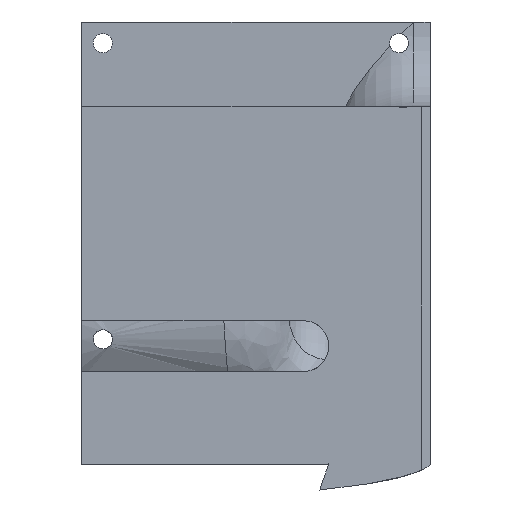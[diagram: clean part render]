
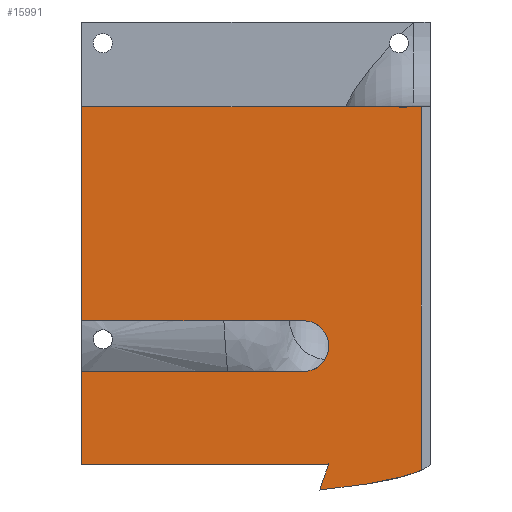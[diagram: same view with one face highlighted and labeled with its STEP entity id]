
A CAD part, front view. The second image highlights one B-rep face of the part: STEP entity #15991.
In plain terms, the highlighted planar face has unit normal (0, -1, 0).
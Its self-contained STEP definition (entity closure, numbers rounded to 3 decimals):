
#72 = VERTEX_POINT ( 'NONE', #6196 ) ;
#98 = LINE ( 'NONE', #1782, #15494 ) ;
#900 = CARTESIAN_POINT ( 'NONE',  ( 129., -21.15, -8.378 ) ) ;
#1014 = ORIENTED_EDGE ( 'NONE', *, *, #12725, .F. ) ;
#1210 = CARTESIAN_POINT ( 'NONE',  ( 53.3, -21.15, 52.3 ) ) ;
#1359 = LINE ( 'NONE', #20378, #17210 ) ;
#1411 = DIRECTION ( 'NONE',  ( 0., 0., 1. ) ) ;
#1427 = ORIENTED_EDGE ( 'NONE', *, *, #4674, .F. ) ;
#1782 = CARTESIAN_POINT ( 'NONE',  ( 53.3, -21.15, 10. ) ) ;
#1882 = DIRECTION ( 'NONE',  ( 1., 0., 0. ) ) ;
#2582 = LINE ( 'NONE', #8988, #10278 ) ;
#2842 = ORIENTED_EDGE ( 'NONE', *, *, #16443, .F. ) ;
#2855 = CARTESIAN_POINT ( 'NONE',  ( 79.5, -21.15, 21. ) ) ;
#3141 = PLANE ( 'NONE',  #20480 ) ;
#3182 = LINE ( 'NONE', #4659, #14268 ) ;
#3534 = VECTOR ( 'NONE', #19180, 1000. ) ;
#3804 = VERTEX_POINT ( 'NONE', #2855 ) ;
#4237 = VERTEX_POINT ( 'NONE', #9239 ) ;
#4524 = CARTESIAN_POINT ( 'NONE',  ( 53.3, -21.15, 52.3 ) ) ;
#4659 = CARTESIAN_POINT ( 'NONE',  ( 53.3, -21.15, 0. ) ) ;
#4674 = EDGE_CURVE ( 'NONE', #6317, #3804, #1359, .T. ) ;
#4865 = CIRCLE ( 'NONE', #17304, 50. ) ;
#4997 = ORIENTED_EDGE ( 'NONE', *, *, #13286, .T. ) ;
#5134 = FACE_OUTER_BOUND ( 'NONE', #20614, .T. ) ;
#5165 = DIRECTION ( 'NONE',  ( 0., 0., -1. ) ) ;
#5816 = CARTESIAN_POINT ( 'NONE',  ( 81.424, -21.15, 7. ) ) ;
#5850 = CARTESIAN_POINT ( 'NONE',  ( 81.424, -21.15, 7. ) ) ;
#6108 = EDGE_CURVE ( 'NONE', #12459, #19593, #2582, .T. ) ;
#6157 = LINE ( 'NONE', #6462, #9774 ) ;
#6196 = CARTESIAN_POINT ( 'NONE',  ( 79.5, -21.15, 27. ) ) ;
#6317 = VERTEX_POINT ( 'NONE', #10107 ) ;
#6369 = VERTEX_POINT ( 'NONE', #5816 ) ;
#6462 = CARTESIAN_POINT ( 'NONE',  ( 79.5, -21.15, 27. ) ) ;
#7364 = VECTOR ( 'NONE', #18873, 1000. ) ;
#8079 = EDGE_CURVE ( 'NONE', #3804, #72, #17714, .T. ) ;
#8964 = VERTEX_POINT ( 'NONE', #10413 ) ;
#8988 = CARTESIAN_POINT ( 'NONE',  ( 94.5, -21.15, 52.3 ) ) ;
#9239 = CARTESIAN_POINT ( 'NONE',  ( 53.3, -21.15, 10. ) ) ;
#9469 = EDGE_CURVE ( 'NONE', #8964, #6369, #14738, .T. ) ;
#9774 = VECTOR ( 'NONE', #11087, 1000. ) ;
#9883 = CARTESIAN_POINT ( 'NONE',  ( 79.5, -21.15, 24. ) ) ;
#10107 = CARTESIAN_POINT ( 'NONE',  ( 53.3, -21.15, 21. ) ) ;
#10278 = VECTOR ( 'NONE', #15405, 1000. ) ;
#10413 = CARTESIAN_POINT ( 'NONE',  ( 93.4, -21.15, 9.327 ) ) ;
#10459 = DIRECTION ( 'NONE',  ( 0., 1., 0. ) ) ;
#10690 = LINE ( 'NONE', #20361, #13341 ) ;
#10717 = ORIENTED_EDGE ( 'NONE', *, *, #11158, .F. ) ;
#11087 = DIRECTION ( 'NONE',  ( -1., 0., 0. ) ) ;
#11158 = EDGE_CURVE ( 'NONE', #4237, #6317, #3182, .T. ) ;
#11478 = ORIENTED_EDGE ( 'NONE', *, *, #11859, .F. ) ;
#11859 = EDGE_CURVE ( 'NONE', #6369, #14140, #4865, .T. ) ;
#11948 = EDGE_CURVE ( 'NONE', #18832, #13167, #20549, .T. ) ;
#12067 = CARTESIAN_POINT ( 'NONE',  ( 93.4, -21.15, 52.3 ) ) ;
#12259 = CARTESIAN_POINT ( 'NONE',  ( 93.4, -21.15, 9.327 ) ) ;
#12357 = LINE ( 'NONE', #1210, #7364 ) ;
#12377 = CARTESIAN_POINT ( 'NONE',  ( 92.5, -21.15, 52.3 ) ) ;
#12459 = VERTEX_POINT ( 'NONE', #12067 ) ;
#12725 = EDGE_CURVE ( 'NONE', #72, #18832, #6157, .T. ) ;
#13167 = VERTEX_POINT ( 'NONE', #4524 ) ;
#13286 = EDGE_CURVE ( 'NONE', #4237, #14140, #98, .T. ) ;
#13341 = VECTOR ( 'NONE', #19102, 1000. ) ;
#14140 = VERTEX_POINT ( 'NONE', #20710 ) ;
#14268 = VECTOR ( 'NONE', #1411, 1000. ) ;
#14738 = B_SPLINE_CURVE_WITH_KNOTS ( 'NONE', 2,
 ( #12259, #18465, #5850 ),
 .UNSPECIFIED., .F., .F.,
 ( 3, 3 ),
 ( 0.043, 0.23 ),
 .UNSPECIFIED. ) ;
#15405 = DIRECTION ( 'NONE',  ( -1., 0., 0. ) ) ;
#15454 = ORIENTED_EDGE ( 'NONE', *, *, #11948, .F. ) ;
#15494 = VECTOR ( 'NONE', #1882, 1000. ) ;
#15871 = CARTESIAN_POINT ( 'NONE',  ( 94.5, -21.15, 0. ) ) ;
#15991 = ADVANCED_FACE ( 'NONE', ( #5134 ), #3141, .T. ) ;
#16308 = DIRECTION ( 'NONE',  ( 0., -1., 0. ) ) ;
#16443 = EDGE_CURVE ( 'NONE', #13167, #19593, #12357, .T. ) ;
#16714 = AXIS2_PLACEMENT_3D ( 'NONE', #9883, #16308, #5165 ) ;
#16786 = ORIENTED_EDGE ( 'NONE', *, *, #8079, .F. ) ;
#17107 = CARTESIAN_POINT ( 'NONE',  ( 53.3, -21.15, 27. ) ) ;
#17210 = VECTOR ( 'NONE', #17236, 1000. ) ;
#17236 = DIRECTION ( 'NONE',  ( 1., 0., 0. ) ) ;
#17304 = AXIS2_PLACEMENT_3D ( 'NONE', #900, #10459, #20027 ) ;
#17550 = DIRECTION ( 'NONE',  ( 0., -1., 0. ) ) ;
#17714 = CIRCLE ( 'NONE', #16714, 3. ) ;
#18285 = ORIENTED_EDGE ( 'NONE', *, *, #19670, .T. ) ;
#18445 = ORIENTED_EDGE ( 'NONE', *, *, #9469, .F. ) ;
#18465 = CARTESIAN_POINT ( 'NONE',  ( 90.324, -21.15, 7.909 ) ) ;
#18832 = VERTEX_POINT ( 'NONE', #17107 ) ;
#18873 = DIRECTION ( 'NONE',  ( 1., 0., 0. ) ) ;
#19102 = DIRECTION ( 'NONE',  ( 0., 0., 1. ) ) ;
#19180 = DIRECTION ( 'NONE',  ( 0., 0., 1. ) ) ;
#19280 = CARTESIAN_POINT ( 'NONE',  ( 53.3, -21.15, 0. ) ) ;
#19333 = DIRECTION ( 'NONE',  ( 0., 0., -1. ) ) ;
#19593 = VERTEX_POINT ( 'NONE', #12377 ) ;
#19670 = EDGE_CURVE ( 'NONE', #8964, #12459, #10690, .T. ) ;
#19742 = ORIENTED_EDGE ( 'NONE', *, *, #6108, .T. ) ;
#20027 = DIRECTION ( 'NONE',  ( 0., 0., -1. ) ) ;
#20361 = CARTESIAN_POINT ( 'NONE',  ( 93.4, -21.15, 0. ) ) ;
#20378 = CARTESIAN_POINT ( 'NONE',  ( 79.5, -21.15, 21. ) ) ;
#20480 = AXIS2_PLACEMENT_3D ( 'NONE', #15871, #17550, #19333 ) ;
#20549 = LINE ( 'NONE', #19280, #3534 ) ;
#20614 = EDGE_LOOP ( 'NONE', ( #18445, #18285, #19742, #2842, #15454, #1014, #16786, #1427, #10717, #4997, #11478 ) ) ;
#20710 = CARTESIAN_POINT ( 'NONE',  ( 82.5, -21.15, 10. ) ) ;
